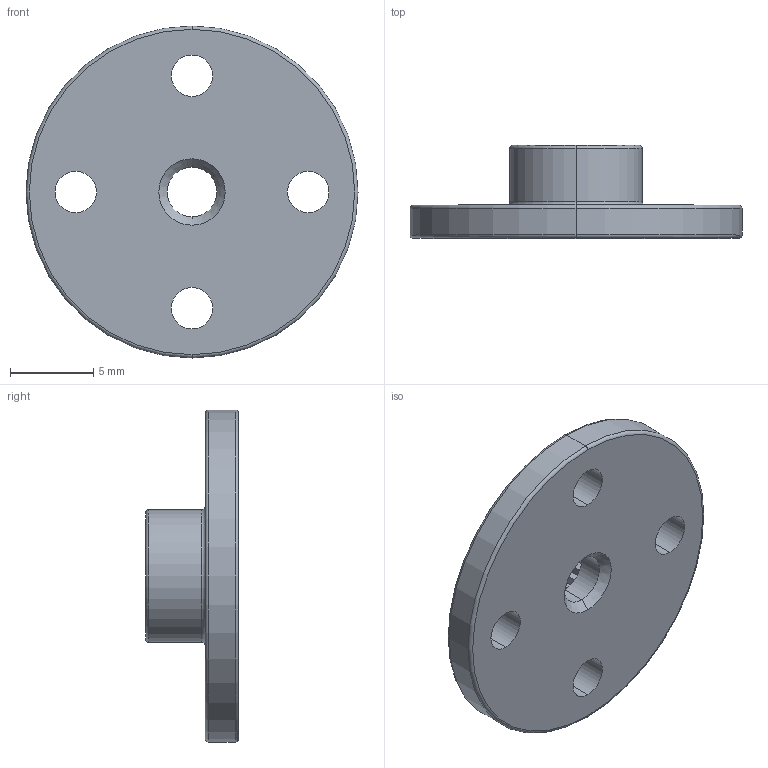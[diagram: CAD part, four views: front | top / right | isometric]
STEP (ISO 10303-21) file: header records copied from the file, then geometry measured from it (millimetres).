
FILE_DESCRIPTION (( 'STEP AP203' ), '1' );
FILE_NAME ('Servo Mount - Horn Frame_Défaut_sldprt.STEP', '2020-06-24T19:49:32', ( '' ), ( '' ), 'SwSTEP 2.0', 'SolidWorks 2020', '' );
FILE_SCHEMA (( 'CONFIG_CONTROL_DESIGN' ));
Length unit declared in the file: millimetre
Products named in the file (1): Servo Mount - Horn Frame_Défaut_sldprt
Bounding box: 20 x 5.6 x 20 mm (x, y, z)
Volume: 669.2 mm3; surface area: 937.8 mm2
Topology: 1 solids, 1 shells, 78 faces, 212 edges, 138 vertices
Faces by surface type: plane 54, cylinder 14, torus 8, cone 2
Entity records: 2539 total; most frequent: CARTESIAN_POINT 429, ORIENTED_EDGE 424, DIRECTION 416, EDGE_CURVE 212, LINE 166, VECTOR 166, VERTEX_POINT 138, AXIS2_PLACEMENT_3D 125
